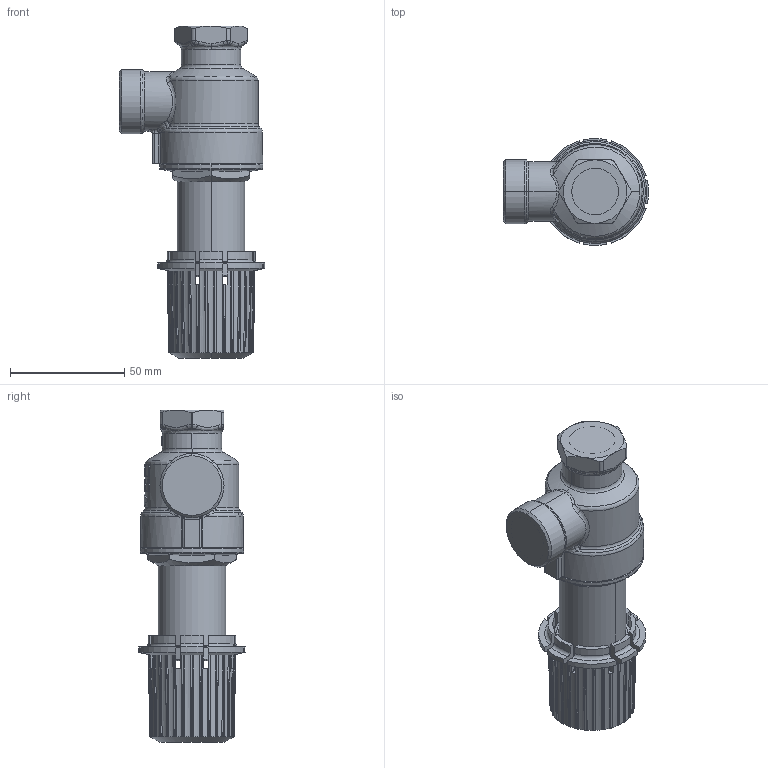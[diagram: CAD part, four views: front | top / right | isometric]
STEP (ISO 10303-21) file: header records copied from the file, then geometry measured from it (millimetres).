
FILE_DESCRIPTION((''),'2;1');
FILE_NAME('003L6002-BIM_SW0001','2022-11-25T09:22:34',('F09560'),(''),'CREO PARAMETRIC BY PTC INC, 2020342','CREO PARAMETRIC BY PTC INC, 2020342','');
FILE_SCHEMA(('AUTOMOTIVE_DESIGN { 1 0 10303 214 1 1 1 1 }'));
Products named in the file (1): 003L6002-BIM_SW0001
Bounding box: 63.34 x 46.68 x 145 mm (x, y, z)
Volume: 81666 mm3; surface area: 45477.8 mm2
Topology: 1 solids, 1 shells, 827 faces, 2292 edges, 1474 vertices
Faces by surface type: cylinder 232, plane 209, bspline 185, cone 102, extrusion 59, torus 34, sphere 6
Entity records: 42495 total; most frequent: CARTESIAN_POINT 19555, ORIENTED_EDGE 4584, DIRECTION 3018, EDGE_CURVE 2292, VERTEX_POINT 1474, AXIS2_PLACEMENT_3D 1125, B_SPLINE_CURVE_WITH_KNOTS 1114, EDGE_LOOP 854
